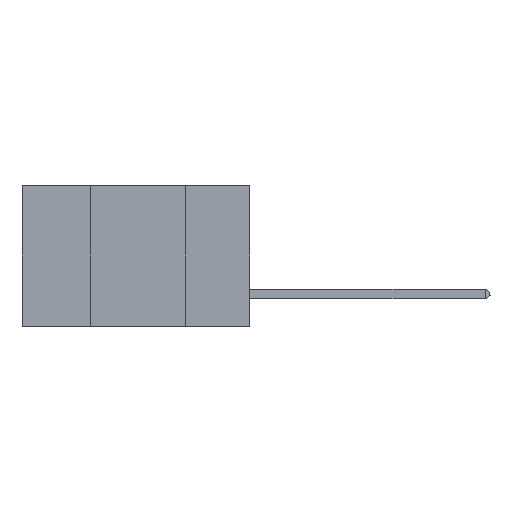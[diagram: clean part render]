
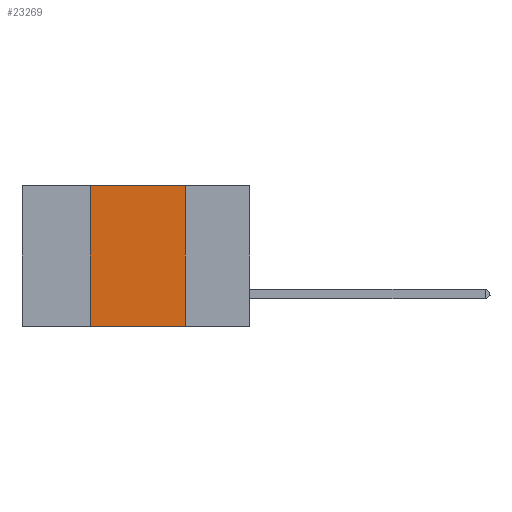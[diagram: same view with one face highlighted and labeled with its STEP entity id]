
A CAD part, left-side view. The second image highlights one B-rep face of the part: STEP entity #23269.
In plain terms, the highlighted planar face has unit normal (-1, 0, 0).
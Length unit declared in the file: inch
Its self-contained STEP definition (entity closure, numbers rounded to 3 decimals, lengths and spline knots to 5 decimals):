
#211 = DIRECTION ( 'NONE',  ( 0., -1., 0. ) ) ;
#263 = EDGE_CURVE ( 'NONE', #15984, #7913, #16959, .T. ) ;
#481 = FACE_OUTER_BOUND ( 'NONE', #9559, .T. ) ;
#1729 = EDGE_CURVE ( 'NONE', #4086, #7913, #13509, .T. ) ;
#1966 = VECTOR ( 'NONE', #20680, 39.37008 ) ;
#2167 = DIRECTION ( 'NONE',  ( 0., 0., -1. ) ) ;
#3419 = DIRECTION ( 'NONE',  ( 0., 0., -1. ) ) ;
#3998 = CARTESIAN_POINT ( 'NONE',  ( 0., 0.6, 0. ) ) ;
#4086 = VERTEX_POINT ( 'NONE', #7433 ) ;
#4619 = CARTESIAN_POINT ( 'NONE',  ( 0., 0.17, -0.37 ) ) ;
#6723 = CARTESIAN_POINT ( 'NONE',  ( 0., 0.42, -0.37 ) ) ;
#7433 = CARTESIAN_POINT ( 'NONE',  ( 0., 0.17, 0. ) ) ;
#7659 = LINE ( 'NONE', #21827, #25536 ) ;
#7913 = VERTEX_POINT ( 'NONE', #4619 ) ;
#9559 = EDGE_LOOP ( 'NONE', ( #18547, #21401, #16531, #18224 ) ) ;
#11421 = CARTESIAN_POINT ( 'NONE',  ( 0., 0.6, -0.37 ) ) ;
#12073 = EDGE_CURVE ( 'NONE', #18374, #4086, #7659, .T. ) ;
#13509 = LINE ( 'NONE', #21290, #24017 ) ;
#13863 = CARTESIAN_POINT ( 'NONE',  ( 0., 0.42, 0. ) ) ;
#15984 = VERTEX_POINT ( 'NONE', #6723 ) ;
#16531 = ORIENTED_EDGE ( 'NONE', *, *, #18179, .F. ) ;
#16959 = LINE ( 'NONE', #11421, #21011 ) ;
#18179 = EDGE_CURVE ( 'NONE', #15984, #18374, #22617, .T. ) ;
#18224 = ORIENTED_EDGE ( 'NONE', *, *, #263, .T. ) ;
#18374 = VERTEX_POINT ( 'NONE', #19621 ) ;
#18547 = ORIENTED_EDGE ( 'NONE', *, *, #1729, .F. ) ;
#19559 = PLANE ( 'NONE',  #23478 ) ;
#19621 = CARTESIAN_POINT ( 'NONE',  ( 0., 0.42, 0. ) ) ;
#20680 = DIRECTION ( 'NONE',  ( 0., 0., 1. ) ) ;
#21011 = VECTOR ( 'NONE', #22247, 39.37008 ) ;
#21290 = CARTESIAN_POINT ( 'NONE',  ( 0., 0.17, 0. ) ) ;
#21401 = ORIENTED_EDGE ( 'NONE', *, *, #12073, .F. ) ;
#21827 = CARTESIAN_POINT ( 'NONE',  ( 0., 0.6, 0. ) ) ;
#22247 = DIRECTION ( 'NONE',  ( 0., -1., 0. ) ) ;
#22617 = LINE ( 'NONE', #13863, #1966 ) ;
#23269 = ADVANCED_FACE ( 'NONE', ( #481 ), #19559, .F. ) ;
#23478 = AXIS2_PLACEMENT_3D ( 'NONE', #3998, #23789, #2167 ) ;
#23789 = DIRECTION ( 'NONE',  ( 1., 0., 0. ) ) ;
#24017 = VECTOR ( 'NONE', #3419, 39.37008 ) ;
#25536 = VECTOR ( 'NONE', #211, 39.37008 ) ;
